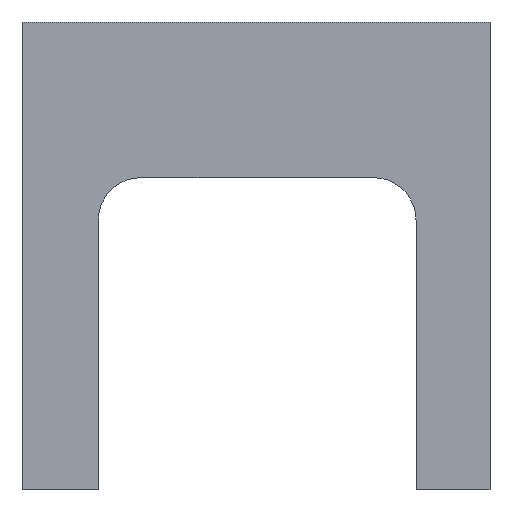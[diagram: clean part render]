
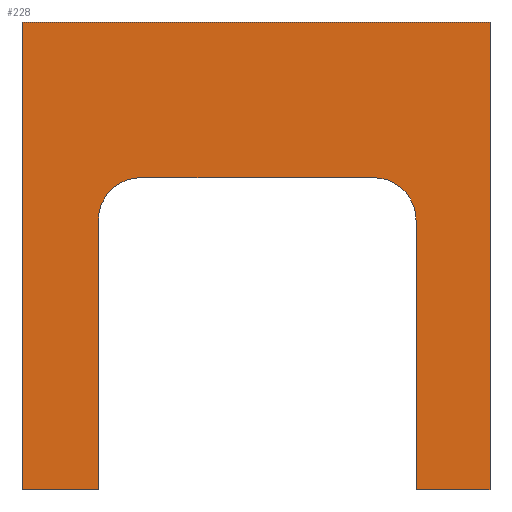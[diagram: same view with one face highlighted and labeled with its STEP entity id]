
A CAD part, front view. The second image highlights one B-rep face of the part: STEP entity #228.
In plain terms, the highlighted planar face has unit normal (0, -1, 0).
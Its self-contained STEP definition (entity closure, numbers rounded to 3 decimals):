
#24=PLANE('',#264);
#36=FACE_OUTER_BOUND('',#48,.T.);
#48=EDGE_LOOP('',(#205,#206,#207,#208,#209,#210,#211,#212,#213,#214));
#51=LINE('',#337,#77);
#54=LINE('',#343,#80);
#57=LINE('',#349,#83);
#60=LINE('',#355,#86);
#63=LINE('',#361,#89);
#66=LINE('',#367,#92);
#69=LINE('',#373,#95);
#73=LINE('',#384,#99);
#77=VECTOR('',#277,10.);
#80=VECTOR('',#282,10.);
#83=VECTOR('',#287,10.);
#86=VECTOR('',#292,10.);
#89=VECTOR('',#297,10.);
#92=VECTOR('',#302,10.);
#95=VECTOR('',#307,10.);
#99=VECTOR('',#319,10.);
#101=CIRCLE('',#250,5.);
#103=CIRCLE('',#260,5.);
#105=VERTEX_POINT('',#327);
#106=VERTEX_POINT('',#328);
#109=VERTEX_POINT('',#336);
#111=VERTEX_POINT('',#342);
#113=VERTEX_POINT('',#348);
#115=VERTEX_POINT('',#354);
#117=VERTEX_POINT('',#360);
#119=VERTEX_POINT('',#366);
#121=VERTEX_POINT('',#372);
#123=VERTEX_POINT('',#378);
#125=EDGE_CURVE('',#105,#106,#101,.T.);
#129=EDGE_CURVE('',#109,#105,#51,.T.);
#132=EDGE_CURVE('',#111,#109,#54,.T.);
#135=EDGE_CURVE('',#113,#111,#57,.T.);
#138=EDGE_CURVE('',#115,#113,#60,.T.);
#141=EDGE_CURVE('',#117,#115,#63,.T.);
#144=EDGE_CURVE('',#119,#117,#66,.T.);
#147=EDGE_CURVE('',#121,#119,#69,.T.);
#150=EDGE_CURVE('',#123,#121,#103,.T.);
#153=EDGE_CURVE('',#106,#123,#73,.T.);
#205=ORIENTED_EDGE('',*,*,#153,.F.);
#206=ORIENTED_EDGE('',*,*,#125,.F.);
#207=ORIENTED_EDGE('',*,*,#129,.F.);
#208=ORIENTED_EDGE('',*,*,#132,.F.);
#209=ORIENTED_EDGE('',*,*,#135,.F.);
#210=ORIENTED_EDGE('',*,*,#138,.F.);
#211=ORIENTED_EDGE('',*,*,#141,.F.);
#212=ORIENTED_EDGE('',*,*,#144,.F.);
#213=ORIENTED_EDGE('',*,*,#147,.F.);
#214=ORIENTED_EDGE('',*,*,#150,.F.);
#228=ADVANCED_FACE('',(#36),#24,.F.);
#250=AXIS2_PLACEMENT_3D('',#329,#269,#270);
#260=AXIS2_PLACEMENT_3D('',#379,#312,#313);
#264=AXIS2_PLACEMENT_3D('',#387,#323,#324);
#269=DIRECTION('center_axis',(0.,-1.,0.));
#270=DIRECTION('ref_axis',(0.,0.,-1.));
#277=DIRECTION('',(0.,0.,1.));
#282=DIRECTION('',(-1.,0.,0.));
#287=DIRECTION('',(0.,0.,-1.));
#292=DIRECTION('',(1.,0.,0.));
#297=DIRECTION('',(0.,0.,1.));
#302=DIRECTION('',(-1.,0.,0.));
#307=DIRECTION('',(0.,0.,-1.));
#312=DIRECTION('center_axis',(0.,-1.,0.));
#313=DIRECTION('ref_axis',(1.,0.,0.));
#319=DIRECTION('',(-1.,0.,0.));
#323=DIRECTION('center_axis',(0.,1.,0.));
#324=DIRECTION('ref_axis',(0.,0.,1.));
#327=CARTESIAN_POINT('',(0.,0.,31.783));
#328=CARTESIAN_POINT('',(-5.,0.,36.783));
#329=CARTESIAN_POINT('Origin',(-5.,0.,31.783));
#336=CARTESIAN_POINT('',(0.,0.,0.));
#337=CARTESIAN_POINT('',(0.,0.,0.));
#342=CARTESIAN_POINT('',(8.723,0.,0.));
#343=CARTESIAN_POINT('',(8.723,0.,0.));
#348=CARTESIAN_POINT('',(8.723,0.,55.103));
#349=CARTESIAN_POINT('',(8.723,0.,55.103));
#354=CARTESIAN_POINT('',(-46.452,0.,55.103));
#355=CARTESIAN_POINT('',(-46.452,0.,55.103));
#360=CARTESIAN_POINT('',(-46.452,0.,0.));
#361=CARTESIAN_POINT('',(-46.452,0.,0.));
#366=CARTESIAN_POINT('',(-37.445,0.,0.));
#367=CARTESIAN_POINT('',(8.723,0.,0.));
#372=CARTESIAN_POINT('',(-37.445,0.,31.783));
#373=CARTESIAN_POINT('',(-37.445,0.,31.783));
#378=CARTESIAN_POINT('',(-32.445,0.,36.783));
#379=CARTESIAN_POINT('Origin',(-32.445,0.,31.783));
#384=CARTESIAN_POINT('',(-5.,0.,36.783));
#387=CARTESIAN_POINT('Origin',(-18.865,0.,27.552));
